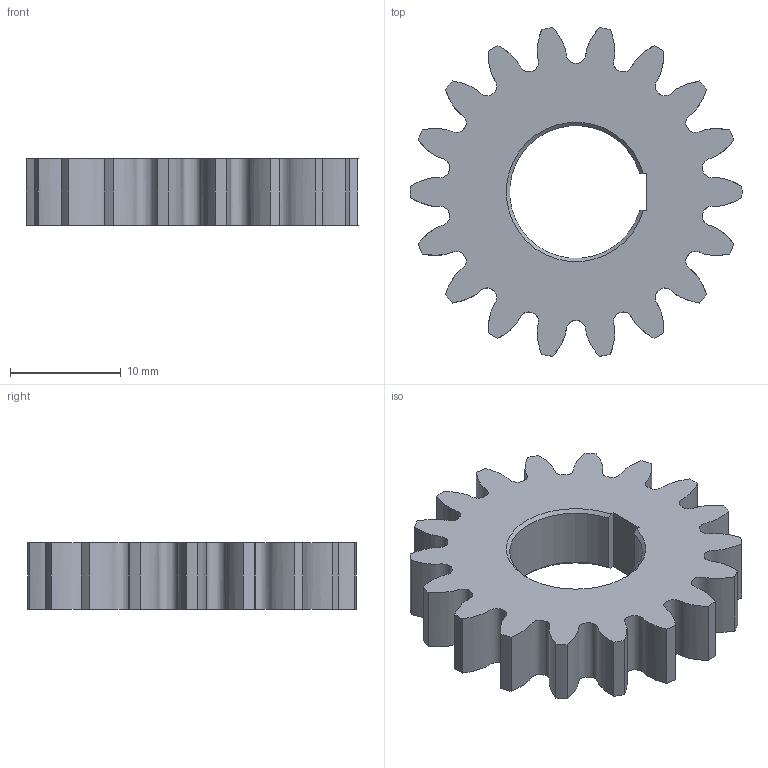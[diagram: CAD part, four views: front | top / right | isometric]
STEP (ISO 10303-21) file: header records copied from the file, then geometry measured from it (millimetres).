
FILE_DESCRIPTION(/* description */ (''),/* implementation_level */ '2;1');
FILE_NAME(/* name */ 'pinion m10 z18 rack pinion.stp',/* time_stamp */ '2024-08-21T16:39:32-04:00',/* author */ ('darkb'),/* organization */ (''),/* preprocessor_version */ 'ST-DEVELOPER v20',/* originating_system */ 'Autodesk Inventor 2025',/* authorisation */ '');
FILE_SCHEMA (('AUTOMOTIVE_DESIGN { 1 0 10303 214 3 1 1 }'));
Length unit declared in the file: millimetre
Products named in the file (1): pinion m10 z18 rack pinion
Bounding box: 30 x 29.7 x 6 mm (x, y, z)
Volume: 2735.6 mm3; surface area: 2108.1 mm2
Topology: 1 solids, 1 shells, 44 faces, 126 edges, 85 vertices
Faces by surface type: cylinder 19, bspline 18, plane 5, cone 2
Entity records: 5386 total; most frequent: CARTESIAN_POINT 4272, ORIENTED_EDGE 252, DIRECTION 180, EDGE_CURVE 126, VERTEX_POINT 84, AXIS2_PLACEMENT_3D 67, LINE 46, VECTOR 46
